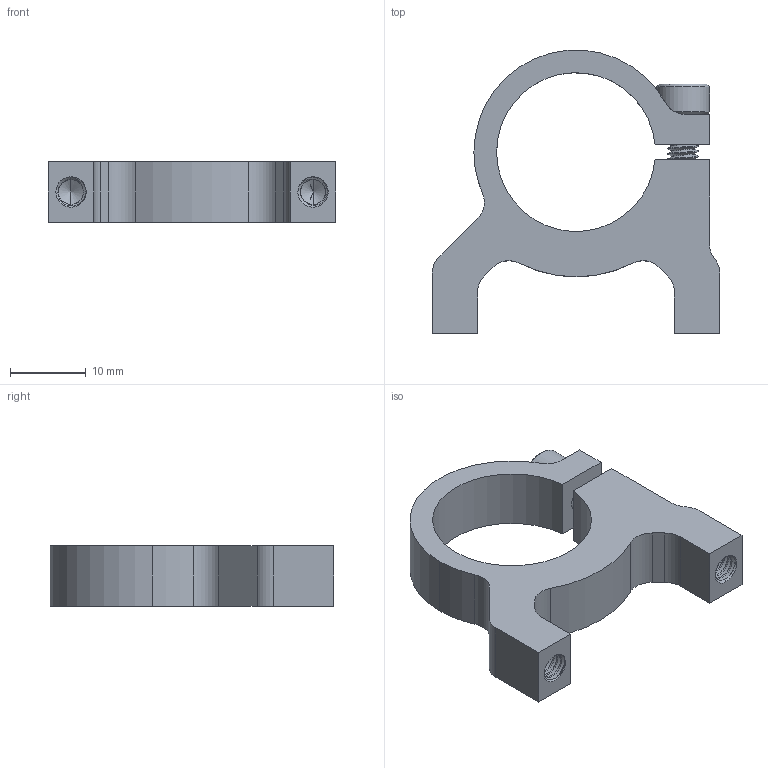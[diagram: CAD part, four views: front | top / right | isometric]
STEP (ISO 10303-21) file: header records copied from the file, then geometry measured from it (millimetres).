
FILE_DESCRIPTION (( 'STEP AP203' ), '1' );
FILE_NAME ('1400-0032-0021 assembly.STEP', '2017-04-20T20:14:27', ( '' ), ( '' ), 'SwSTEP 2.0', 'SolidWorks 2016', '' );
FILE_SCHEMA (( 'CONFIG_CONTROL_DESIGN' ));
Length unit declared in the file: inch
Products named in the file (3): 2800-0004-0010_90128A207; 1400-0032-0021; 1400-0032-0021 assembly
Assembly tree (2 placements, depth 2):
  1400-0032-0021 assembly
    1400-0032-0021
    2800-0004-0010_90128A207
Bounding box: 38 x 37.46 x 8 mm (x, y, z)
Volume: 4299.4 mm3; surface area: 3771.8 mm2
Topology: 2 solids, 2 shells, 267 faces, 754 edges, 490 vertices
Faces by surface type: cylinder 204, plane 29, cone 26, bspline 8
Entity records: 18064 total; most frequent: CARTESIAN_POINT 11972, ORIENTED_EDGE 1496, DIRECTION 971, EDGE_CURVE 748, VERTEX_POINT 490, AXIS2_PLACEMENT_3D 350, EDGE_LOOP 274, LINE 271
